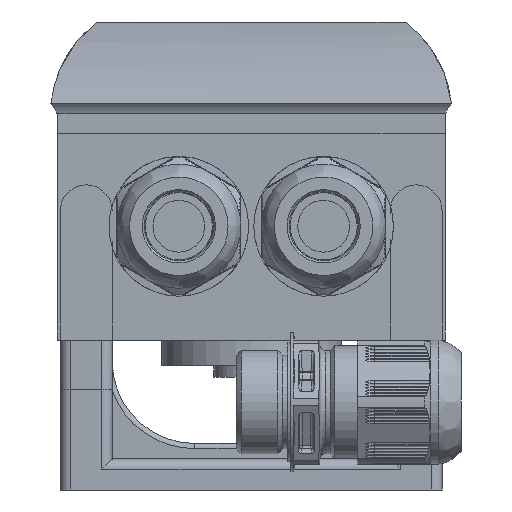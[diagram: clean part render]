
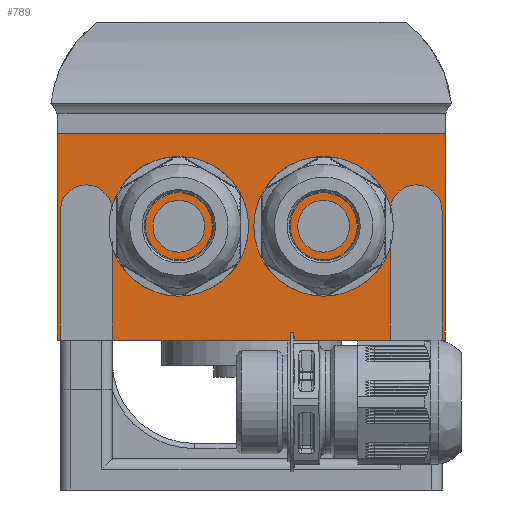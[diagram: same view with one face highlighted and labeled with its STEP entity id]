
A CAD part, left-side view. The second image highlights one B-rep face of the part: STEP entity #789.
In plain terms, the highlighted planar face has unit normal (-1, 0, 0).
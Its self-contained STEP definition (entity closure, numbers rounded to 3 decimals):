
#789 = ADVANCED_FACE( '', ( #2205, #2206, #2207 ), #2208, .T. );
#2205 = FACE_BOUND( '', #4344, .T. );
#2206 = FACE_OUTER_BOUND( '', #4345, .T. );
#2207 = FACE_BOUND( '', #4346, .T. );
#2208 = PLANE( '', #4347 );
#4344 = EDGE_LOOP( '', ( #6966 ) );
#4345 = EDGE_LOOP( '', ( #6967, #6968, #6969, #6970, #6971, #6972, #6973, #6974, #6975, #6976, #6977, #6978 ) );
#4346 = EDGE_LOOP( '', ( #6979 ) );
#4347 = AXIS2_PLACEMENT_3D( '', #6980, #6981, #6982 );
#6966 = ORIENTED_EDGE( '', *, *, #12840, .T. );
#6967 = ORIENTED_EDGE( '', *, *, #12841, .F. );
#6968 = ORIENTED_EDGE( '', *, *, #12842, .F. );
#6969 = ORIENTED_EDGE( '', *, *, #12843, .F. );
#6970 = ORIENTED_EDGE( '', *, *, #12844, .T. );
#6971 = ORIENTED_EDGE( '', *, *, #12845, .F. );
#6972 = ORIENTED_EDGE( '', *, *, #12846, .F. );
#6973 = ORIENTED_EDGE( '', *, *, #12778, .F. );
#6974 = ORIENTED_EDGE( '', *, *, #12847, .T. );
#6975 = ORIENTED_EDGE( '', *, *, #12848, .F. );
#6976 = ORIENTED_EDGE( '', *, *, #12849, .T. );
#6977 = ORIENTED_EDGE( '', *, *, #12850, .F. );
#6978 = ORIENTED_EDGE( '', *, *, #12851, .T. );
#6979 = ORIENTED_EDGE( '', *, *, #12852, .T. );
#6980 = CARTESIAN_POINT( '', ( 1., 0., 0. ) );
#6981 = DIRECTION( '', ( -1., 0., 0. ) );
#6982 = DIRECTION( '', ( 0., 1., 0. ) );
#12778 = EDGE_CURVE( '', #15201, #15197, #15203, .T. );
#12840 = EDGE_CURVE( '', #15310, #15310, #15311, .T. );
#12841 = EDGE_CURVE( '', #15312, #15313, #15314, .T. );
#12842 = EDGE_CURVE( '', #15315, #15312, #15316, .T. );
#12843 = EDGE_CURVE( '', #15317, #15315, #15318, .T. );
#12844 = EDGE_CURVE( '', #15317, #15319, #15320, .T. );
#12845 = EDGE_CURVE( '', #15321, #15319, #15322, .T. );
#12846 = EDGE_CURVE( '', #15197, #15321, #15323, .T. );
#12847 = EDGE_CURVE( '', #15201, #15324, #15325, .T. );
#12848 = EDGE_CURVE( '', #15326, #15324, #15327, .T. );
#12849 = EDGE_CURVE( '', #15326, #15328, #15329, .T. );
#12850 = EDGE_CURVE( '', #15330, #15328, #15331, .T. );
#12851 = EDGE_CURVE( '', #15330, #15313, #15332, .T. );
#12852 = EDGE_CURVE( '', #15333, #15333, #15334, .T. );
#15197 = VERTEX_POINT( '', #18823 );
#15201 = VERTEX_POINT( '', #18829 );
#15203 = LINE( '', #18832, #18833 );
#15310 = VERTEX_POINT( '', #19039 );
#15311 = CIRCLE( '', #19040, 5. );
#15312 = VERTEX_POINT( '', #19041 );
#15313 = VERTEX_POINT( '', #19042 );
#15314 = LINE( '', #19043, #19044 );
#15315 = VERTEX_POINT( '', #19045 );
#15316 = LINE( '', #19046, #19047 );
#15317 = VERTEX_POINT( '', #19048 );
#15318 = LINE( '', #19049, #19050 );
#15319 = VERTEX_POINT( '', #19051 );
#15320 = LINE( '', #19052, #19053 );
#15321 = VERTEX_POINT( '', #19054 );
#15322 = LINE( '', #19055, #19056 );
#15323 = CIRCLE( '', #19057, 5. );
#15324 = VERTEX_POINT( '', #19058 );
#15325 = LINE( '', #19059, #19060 );
#15326 = VERTEX_POINT( '', #19061 );
#15327 = LINE( '', #19062, #19063 );
#15328 = VERTEX_POINT( '', #19064 );
#15329 = CIRCLE( '', #19065, 5. );
#15330 = VERTEX_POINT( '', #19066 );
#15331 = LINE( '', #19067, #19068 );
#15332 = LINE( '', #19069, #19070 );
#15333 = VERTEX_POINT( '', #19071 );
#15334 = CIRCLE( '', #19072, 5. );
#18823 = CARTESIAN_POINT( '', ( 1., 65.8, 25. ) );
#18829 = CARTESIAN_POINT( '', ( 1., 65.8, 0. ) );
#18832 = CARTESIAN_POINT( '', ( 1., 65.8, 0. ) );
#18833 = VECTOR( '', #26238, 1000. );
#19039 = CARTESIAN_POINT( '', ( 1., 19.9, 22. ) );
#19040 = AXIS2_PLACEMENT_3D( '', #26332, #26333, #26334 );
#19041 = CARTESIAN_POINT( '', ( 1., 1.4, 40. ) );
#19042 = CARTESIAN_POINT( '', ( 1., 1.4, 0. ) );
#19043 = CARTESIAN_POINT( '', ( 1., 1.4, 0. ) );
#19044 = VECTOR( '', #26335, 1000. );
#19045 = CARTESIAN_POINT( '', ( 1., 76.4, 40. ) );
#19046 = CARTESIAN_POINT( '', ( 1., 0., 40. ) );
#19047 = VECTOR( '', #26336, 1000. );
#19048 = CARTESIAN_POINT( '', ( 1., 76.4, 0. ) );
#19049 = CARTESIAN_POINT( '', ( 1., 76.4, 0. ) );
#19050 = VECTOR( '', #26337, 1000. );
#19051 = CARTESIAN_POINT( '', ( 1., 75.8, 0. ) );
#19052 = CARTESIAN_POINT( '', ( 1., 77.8, 0. ) );
#19053 = VECTOR( '', #26338, 1000. );
#19054 = CARTESIAN_POINT( '', ( 1., 75.8, 25. ) );
#19055 = CARTESIAN_POINT( '', ( 1., 75.8, 0. ) );
#19056 = VECTOR( '', #26339, 1000. );
#19057 = AXIS2_PLACEMENT_3D( '', #26340, #26341, #26342 );
#19058 = CARTESIAN_POINT( '', ( 1., 12., 0. ) );
#19059 = CARTESIAN_POINT( '', ( 1., 77.8, 0. ) );
#19060 = VECTOR( '', #26343, 1000. );
#19061 = CARTESIAN_POINT( '', ( 1., 12., 25. ) );
#19062 = CARTESIAN_POINT( '', ( 1., 12., 0. ) );
#19063 = VECTOR( '', #26344, 1000. );
#19064 = CARTESIAN_POINT( '', ( 1., 2., 25. ) );
#19065 = AXIS2_PLACEMENT_3D( '', #26345, #26346, #26347 );
#19066 = CARTESIAN_POINT( '', ( 1., 2., 0. ) );
#19067 = CARTESIAN_POINT( '', ( 1., 2., 0. ) );
#19068 = VECTOR( '', #26348, 1000. );
#19069 = CARTESIAN_POINT( '', ( 1., 77.8, 0. ) );
#19070 = VECTOR( '', #26349, 1000. );
#19071 = CARTESIAN_POINT( '', ( 1., 47.9, 22. ) );
#19072 = AXIS2_PLACEMENT_3D( '', #26350, #26351, #26352 );
#26238 = DIRECTION( '', ( 0., 0., 1. ) );
#26332 = CARTESIAN_POINT( '', ( 1., 24.9, 22. ) );
#26333 = DIRECTION( '', ( 1., 0., 0. ) );
#26334 = DIRECTION( '', ( 0., -1., 0. ) );
#26335 = DIRECTION( '', ( 0., 0., -1. ) );
#26336 = DIRECTION( '', ( 0., -1., 0. ) );
#26337 = DIRECTION( '', ( 0., 0., 1. ) );
#26338 = DIRECTION( '', ( 0., -1., 0. ) );
#26339 = DIRECTION( '', ( 0., 0., -1. ) );
#26340 = CARTESIAN_POINT( '', ( 1., 70.8, 25. ) );
#26341 = DIRECTION( '', ( -1., 0., 0. ) );
#26342 = DIRECTION( '', ( 0., -1., 0. ) );
#26343 = DIRECTION( '', ( 0., -1., 0. ) );
#26344 = DIRECTION( '', ( 0., 0., -1. ) );
#26345 = CARTESIAN_POINT( '', ( 1., 7., 25. ) );
#26346 = DIRECTION( '', ( 1., 0., 0. ) );
#26347 = DIRECTION( '', ( 0., 1., 0. ) );
#26348 = DIRECTION( '', ( 0., 0., 1. ) );
#26349 = DIRECTION( '', ( 0., -1., 0. ) );
#26350 = CARTESIAN_POINT( '', ( 1., 52.9, 22. ) );
#26351 = DIRECTION( '', ( 1., 0., 0. ) );
#26352 = DIRECTION( '', ( 0., -1., 0. ) );
